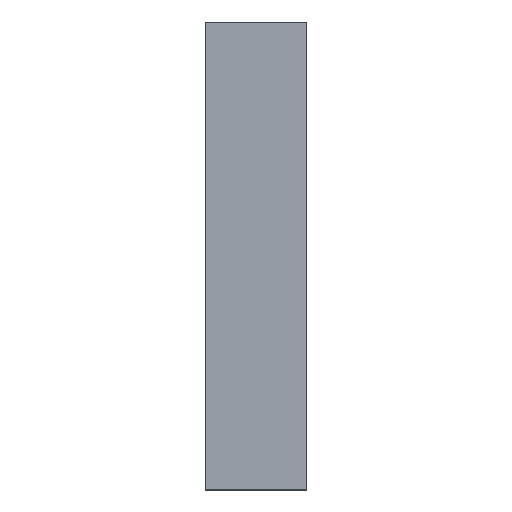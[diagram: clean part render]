
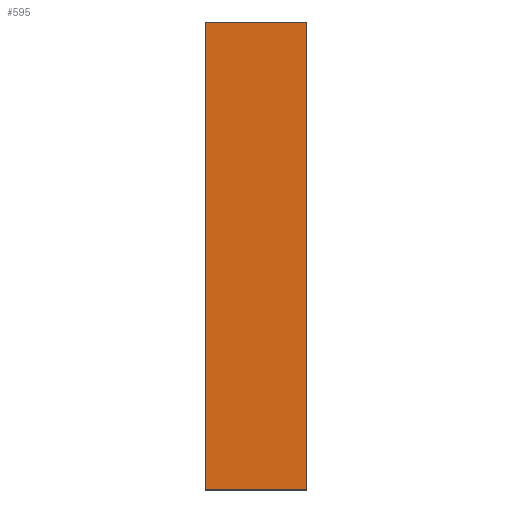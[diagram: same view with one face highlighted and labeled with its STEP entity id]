
A CAD part, front view. The second image highlights one B-rep face of the part: STEP entity #595.
In plain terms, the highlighted planar face has unit normal (0, -1, 0).
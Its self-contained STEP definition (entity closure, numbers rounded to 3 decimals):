
#4 = CARTESIAN_POINT ( 'NONE',  ( -3.936, -9.626, 39.86 ) ) ;
#10 = DIRECTION ( 'NONE',  ( 0., 1., 0. ) ) ;
#25 = CARTESIAN_POINT ( 'NONE',  ( -3.936, -9.626, 39.86 ) ) ;
#85 = LINE ( 'NONE', #814, #918 ) ;
#173 = AXIS2_PLACEMENT_3D ( 'NONE', #4, #10, #761 ) ;
#227 = EDGE_CURVE ( 'NONE', #318, #1160, #1379, .T. ) ;
#296 = VECTOR ( 'NONE', #357, 1000. ) ;
#303 = EDGE_LOOP ( 'NONE', ( #1062, #665, #395, #571 ) ) ;
#318 = VERTEX_POINT ( 'NONE', #1353 ) ;
#357 = DIRECTION ( 'NONE',  ( 1., 0., 0. ) ) ;
#395 = ORIENTED_EDGE ( 'NONE', *, *, #1191, .F. ) ;
#550 = CARTESIAN_POINT ( 'NONE',  ( 4.724, -9.626, 0. ) ) ;
#571 = ORIENTED_EDGE ( 'NONE', *, *, #905, .T. ) ;
#594 = DIRECTION ( 'NONE',  ( 0., 0., -1. ) ) ;
#595 = ADVANCED_FACE ( 'NONE', ( #1039 ), #1187, .F. ) ;
#665 = ORIENTED_EDGE ( 'NONE', *, *, #227, .F. ) ;
#748 = CARTESIAN_POINT ( 'NONE',  ( -3.936, -9.626, 0. ) ) ;
#761 = DIRECTION ( 'NONE',  ( 0., 0., 1. ) ) ;
#811 = VECTOR ( 'NONE', #1128, 1000. ) ;
#814 = CARTESIAN_POINT ( 'NONE',  ( -3.936, -9.626, 39.86 ) ) ;
#826 = VECTOR ( 'NONE', #884, 1000. ) ;
#873 = LINE ( 'NONE', #902, #296 ) ;
#884 = DIRECTION ( 'NONE',  ( 1., 0., 0. ) ) ;
#902 = CARTESIAN_POINT ( 'NONE',  ( -3.936, -9.626, 0. ) ) ;
#905 = EDGE_CURVE ( 'NONE', #1304, #1014, #85, .T. ) ;
#912 = CARTESIAN_POINT ( 'NONE',  ( 4.724, -9.626, 39.86 ) ) ;
#918 = VECTOR ( 'NONE', #594, 1000. ) ;
#1014 = VERTEX_POINT ( 'NONE', #748 ) ;
#1039 = FACE_OUTER_BOUND ( 'NONE', #303, .T. ) ;
#1062 = ORIENTED_EDGE ( 'NONE', *, *, #1311, .T. ) ;
#1128 = DIRECTION ( 'NONE',  ( 0., 0., -1. ) ) ;
#1160 = VERTEX_POINT ( 'NONE', #550 ) ;
#1187 = PLANE ( 'NONE',  #173 ) ;
#1191 = EDGE_CURVE ( 'NONE', #1304, #318, #1388, .T. ) ;
#1304 = VERTEX_POINT ( 'NONE', #1328 ) ;
#1311 = EDGE_CURVE ( 'NONE', #1014, #1160, #873, .T. ) ;
#1328 = CARTESIAN_POINT ( 'NONE',  ( -3.936, -9.626, 39.86 ) ) ;
#1353 = CARTESIAN_POINT ( 'NONE',  ( 4.724, -9.626, 39.86 ) ) ;
#1379 = LINE ( 'NONE', #912, #811 ) ;
#1388 = LINE ( 'NONE', #25, #826 ) ;
